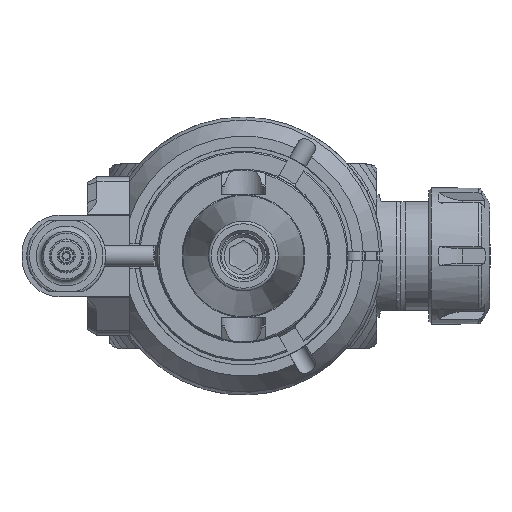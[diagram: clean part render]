
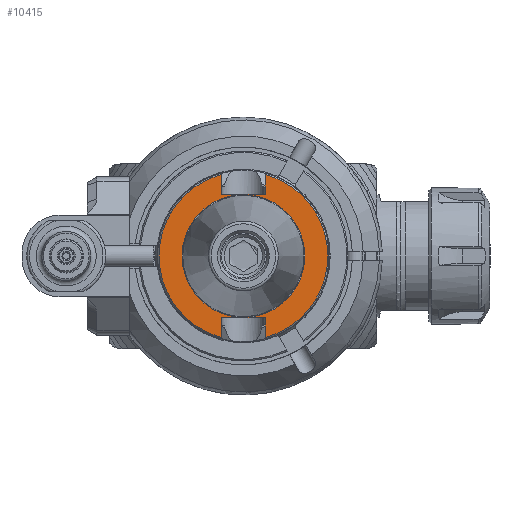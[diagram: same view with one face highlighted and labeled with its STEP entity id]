
A CAD part, left-side view. The second image highlights one B-rep face of the part: STEP entity #10415.
In plain terms, the highlighted planar face has unit normal (-1, 0, 0).
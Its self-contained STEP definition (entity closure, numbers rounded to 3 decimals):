
#677=FACE_BOUND('',#3400,.T.);
#1346=LINE('',#51986,#2105);
#1347=LINE('',#51988,#2106);
#1348=LINE('',#51990,#2107);
#1349=LINE('',#51994,#2108);
#1350=LINE('',#51996,#2109);
#1351=LINE('',#51997,#2110);
#2105=VECTOR('',#13649,7.337);
#2106=VECTOR('',#13650,16.1);
#2107=VECTOR('',#13651,7.337);
#2108=VECTOR('',#13654,7.337);
#2109=VECTOR('',#13655,16.1);
#2110=VECTOR('',#13656,7.337);
#2783=FACE_OUTER_BOUND('',#3399,.T.);
#3399=EDGE_LOOP('',(#9158,#9159,#9160,#9161,#9162,#9163,#9164,#9165));
#3400=EDGE_LOOP('',(#9166));
#3829=CIRCLE('',#11324,22.525);
#3831=CIRCLE('',#11327,31.);
#3832=CIRCLE('',#11328,31.);
#4836=VERTEX_POINT('',#51978);
#4837=VERTEX_POINT('',#51982);
#4838=VERTEX_POINT('',#51983);
#4839=VERTEX_POINT('',#51985);
#4840=VERTEX_POINT('',#51987);
#4841=VERTEX_POINT('',#51989);
#4842=VERTEX_POINT('',#51991);
#4843=VERTEX_POINT('',#51993);
#4844=VERTEX_POINT('',#51995);
#6307=EDGE_CURVE('',#4836,#4836,#3829,.T.);
#6309=EDGE_CURVE('',#4837,#4838,#3831,.T.);
#6310=EDGE_CURVE('',#4839,#4838,#1346,.T.);
#6311=EDGE_CURVE('',#4839,#4840,#1347,.T.);
#6312=EDGE_CURVE('',#4841,#4840,#1348,.T.);
#6313=EDGE_CURVE('',#4841,#4842,#3832,.T.);
#6314=EDGE_CURVE('',#4843,#4842,#1349,.T.);
#6315=EDGE_CURVE('',#4844,#4843,#1350,.T.);
#6316=EDGE_CURVE('',#4837,#4844,#1351,.T.);
#9158=ORIENTED_EDGE('',*,*,#6309,.T.);
#9159=ORIENTED_EDGE('',*,*,#6310,.F.);
#9160=ORIENTED_EDGE('',*,*,#6311,.T.);
#9161=ORIENTED_EDGE('',*,*,#6312,.F.);
#9162=ORIENTED_EDGE('',*,*,#6313,.T.);
#9163=ORIENTED_EDGE('',*,*,#6314,.F.);
#9164=ORIENTED_EDGE('',*,*,#6315,.F.);
#9165=ORIENTED_EDGE('',*,*,#6316,.F.);
#9166=ORIENTED_EDGE('',*,*,#6307,.T.);
#9919=PLANE('',#11326);
#10415=ADVANCED_FACE('',(#2783,#677),#9919,.F.);
#11324=AXIS2_PLACEMENT_3D('',#51979,#13641,#13642);
#11326=AXIS2_PLACEMENT_3D('',#51981,#13645,#13646);
#11327=AXIS2_PLACEMENT_3D('',#51984,#13647,#13648);
#11328=AXIS2_PLACEMENT_3D('',#51992,#13652,#13653);
#13641=DIRECTION('center_axis',(1.,0.,0.));
#13642=DIRECTION('ref_axis',(0.,1.,0.));
#13645=DIRECTION('center_axis',(1.,0.,0.));
#13646=DIRECTION('ref_axis',(0.,-1.,0.));
#13647=DIRECTION('center_axis',(-1.,0.,0.));
#13648=DIRECTION('ref_axis',(0.,-0.26,-0.966));
#13649=DIRECTION('',(0.,0.,1.));
#13650=DIRECTION('',(0.,1.,0.));
#13651=DIRECTION('',(0.,0.,-1.));
#13652=DIRECTION('center_axis',(-1.,0.,0.));
#13653=DIRECTION('ref_axis',(0.,0.26,0.966));
#13654=DIRECTION('',(0.,0.,-1.));
#13655=DIRECTION('',(0.,1.,0.));
#13656=DIRECTION('',(0.,0.,1.));
#51978=CARTESIAN_POINT('',(-84.,22.525,0.));
#51979=CARTESIAN_POINT('Origin',(-84.,0.,0.));
#51981=CARTESIAN_POINT('Origin',(-84.,-22.675,0.));
#51982=CARTESIAN_POINT('',(-84.,-8.05,-29.937));
#51983=CARTESIAN_POINT('',(-84.,-8.05,29.937));
#51984=CARTESIAN_POINT('Origin',(-84.,0.,0.));
#51985=CARTESIAN_POINT('',(-84.,-8.05,22.6));
#51986=CARTESIAN_POINT('',(-84.,-8.05,22.6));
#51987=CARTESIAN_POINT('',(-84.,8.05,22.6));
#51988=CARTESIAN_POINT('',(-84.,-8.05,22.6));
#51989=CARTESIAN_POINT('',(-84.,8.05,29.937));
#51990=CARTESIAN_POINT('',(-84.,8.05,29.937));
#51991=CARTESIAN_POINT('',(-84.,8.05,-29.937));
#51992=CARTESIAN_POINT('Origin',(-84.,0.,0.));
#51993=CARTESIAN_POINT('',(-84.,8.05,-22.6));
#51994=CARTESIAN_POINT('',(-84.,8.05,-22.6));
#51995=CARTESIAN_POINT('',(-84.,-8.05,-22.6));
#51996=CARTESIAN_POINT('',(-84.,-8.05,-22.6));
#51997=CARTESIAN_POINT('',(-84.,-8.05,-29.937));
